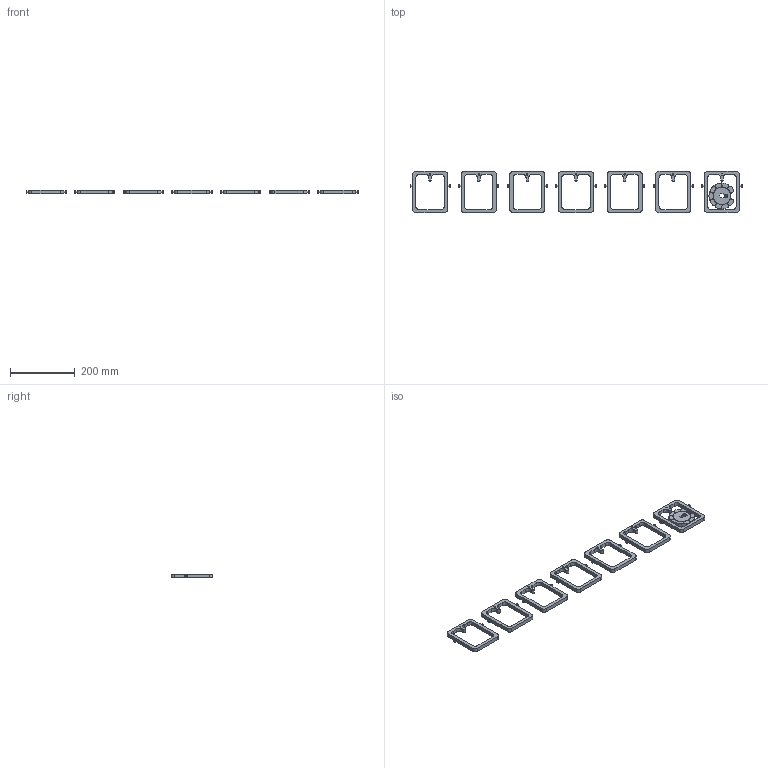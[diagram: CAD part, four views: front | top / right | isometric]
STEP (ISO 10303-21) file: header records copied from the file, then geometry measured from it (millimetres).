
FILE_DESCRIPTION(/* description */ ('STEP AP242','CAx-IF Rec.Pracs.---Representation and Presentation of Product Manufacturing Information (PMI)---4.0---2014-10-13','CAx-IF Rec.Pracs.---3D Tessellated Geometry---0.4---2014-09-14','2;1'),/* implementation_level */ '2;1');
FILE_NAME(/* name */ '6679a8f1cf0245008c42ec79',/* time_stamp */ '2024-06-24T17:12:18Z',/* author */ (''),/* organization */ (''),/* preprocessor_version */ 'ST-DEVELOPER v20',/* originating_system */ ' ',/* authorisation */ ' ');
FILE_SCHEMA (('AP242_MANAGED_MODEL_BASED_3D_ENGINEERING_MIM_LF { 1 0 10303 442 1 1 4 }'));
Length unit declared in the file: metre
Products named in the file (14): 7 - Follower; 6 - Follower; 5 - Follower; 4 - Follower; 3 - Follower; 2 - Follower; 1 - Follower; 6 - Bottom Right CAM; 3 - Top Right CAM; 5 - Bottom Left CAM; 2 - Top Left CAM; 7 - Bottom CAM; 4 - Middle CAM; 1 - Top CAM
Bounding box: 1024 x 128 x 12 mm (x, y, z)
Volume: 633948.4 mm3; surface area: 203784.8 mm2
Topology: 14 solids, 14 shells, 655 faces, 1749 edges, 1166 vertices
Faces by surface type: plane 319, bspline 184, cylinder 152
Full cylindrical faces by diameter (mm): 6 x14, 8 x14
Entity records: 21980 total; most frequent: CARTESIAN_POINT 6504, ORIENTED_EDGE 3442, DIRECTION 2543, EDGE_CURVE 1721, VERTEX_POINT 1166, LINE 965, VECTOR 965, AXIS2_PLACEMENT_3D 789
